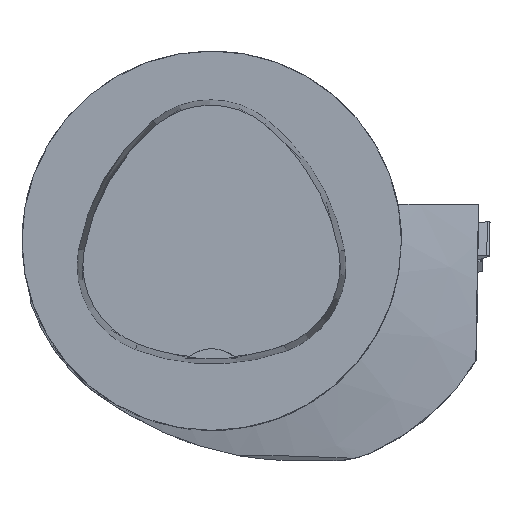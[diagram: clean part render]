
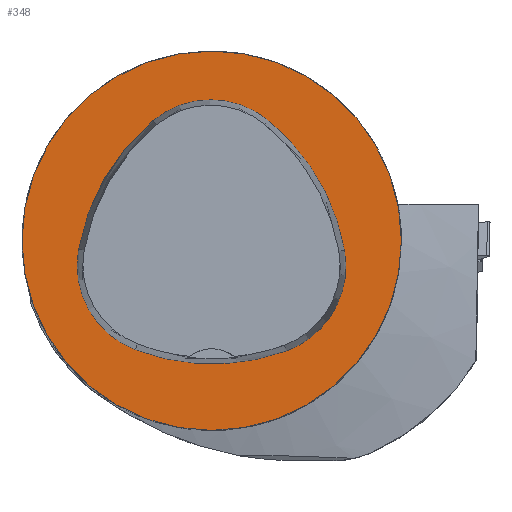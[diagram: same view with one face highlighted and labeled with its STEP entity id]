
A CAD part, top view. The second image highlights one B-rep face of the part: STEP entity #348.
In plain terms, the highlighted planar face has unit normal (0, 0, 1).
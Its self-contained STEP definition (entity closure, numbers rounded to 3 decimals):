
#129=FACE_BOUND('',#634,.T.);
#130=FACE_BOUND('',#635,.T.);
#247=CIRCLE('',#2319,31.5);
#248=CIRCLE('',#2325,36.);
#250=CIRCLE('',#2328,15.);
#252=CIRCLE('',#2331,36.);
#254=CIRCLE('',#2334,15.);
#257=CIRCLE('',#2338,36.);
#260=CIRCLE('',#2342,15.);
#348=ADVANCED_FACE('',(#129,#130),#425,.T.);
#425=PLANE('',#2347);
#634=EDGE_LOOP('',(#1170,#1171,#1172,#1173,#1174,#1175));
#635=EDGE_LOOP('',(#1176));
#1170=ORIENTED_EDGE('',*,*,#1754,.F.);
#1171=ORIENTED_EDGE('',*,*,#1749,.F.);
#1172=ORIENTED_EDGE('',*,*,#1744,.F.);
#1173=ORIENTED_EDGE('',*,*,#1741,.F.);
#1174=ORIENTED_EDGE('',*,*,#1738,.F.);
#1175=ORIENTED_EDGE('',*,*,#1734,.F.);
#1176=ORIENTED_EDGE('',*,*,#1725,.T.);
#1459=VERTEX_POINT('',#4555);
#1468=VERTEX_POINT('',#4574);
#1469=VERTEX_POINT('',#4575);
#1472=VERTEX_POINT('',#4583);
#1474=VERTEX_POINT('',#4589);
#1476=VERTEX_POINT('',#4595);
#1480=VERTEX_POINT('',#4608);
#1725=EDGE_CURVE('',#1459,#1459,#247,.T.);
#1734=EDGE_CURVE('',#1468,#1469,#248,.T.);
#1738=EDGE_CURVE('',#1469,#1472,#250,.T.);
#1741=EDGE_CURVE('',#1472,#1474,#252,.T.);
#1744=EDGE_CURVE('',#1474,#1476,#254,.T.);
#1749=EDGE_CURVE('',#1476,#1480,#257,.T.);
#1754=EDGE_CURVE('',#1480,#1468,#260,.T.);
#2319=AXIS2_PLACEMENT_3D('',#4554,#2809,#2810);
#2325=AXIS2_PLACEMENT_3D('',#4573,#2825,#2826);
#2328=AXIS2_PLACEMENT_3D('',#4582,#2833,#2834);
#2331=AXIS2_PLACEMENT_3D('',#4588,#2840,#2841);
#2334=AXIS2_PLACEMENT_3D('',#4594,#2847,#2848);
#2338=AXIS2_PLACEMENT_3D('',#4607,#2856,#2857);
#2342=AXIS2_PLACEMENT_3D('',#4620,#2865,#2866);
#2347=AXIS2_PLACEMENT_3D('',#4625,#2875,#2876);
#2809=DIRECTION('',(0.,0.,1.));
#2810=DIRECTION('',(1.,0.,0.));
#2825=DIRECTION('',(0.,0.,1.));
#2826=DIRECTION('',(1.,0.,0.));
#2833=DIRECTION('',(0.,0.,1.));
#2834=DIRECTION('',(1.,0.,0.));
#2840=DIRECTION('',(0.,0.,1.));
#2841=DIRECTION('',(1.,0.,0.));
#2847=DIRECTION('',(0.,0.,1.));
#2848=DIRECTION('',(1.,0.,0.));
#2856=DIRECTION('',(0.,0.,1.));
#2857=DIRECTION('',(1.,0.,0.));
#2865=DIRECTION('',(0.,0.,1.));
#2866=DIRECTION('',(1.,0.,0.));
#2875=DIRECTION('',(0.,0.,1.));
#2876=DIRECTION('',(-1.,0.,0.));
#4554=CARTESIAN_POINT('',(0.,0.,0.));
#4555=CARTESIAN_POINT('',(31.5,0.,0.));
#4573=CARTESIAN_POINT('',(-13.398,-7.893,0.));
#4574=CARTESIAN_POINT('',(22.041,-1.562,0.));
#4575=CARTESIAN_POINT('',(9.317,20.036,0.));
#4582=CARTESIAN_POINT('',(-0.148,8.399,0.));
#4583=CARTESIAN_POINT('',(-9.779,19.898,0.));
#4588=CARTESIAN_POINT('',(13.337,-7.7,0.));
#4589=CARTESIAN_POINT('',(-22.122,-1.48,0.));
#4594=CARTESIAN_POINT('',(-7.347,-4.071,0.));
#4595=CARTESIAN_POINT('',(-12.693,-18.087,0.));
#4607=CARTESIAN_POINT('',(0.137,15.55,0.));
#4608=CARTESIAN_POINT('',(12.373,-18.307,0.));
#4620=CARTESIAN_POINT('',(7.275,-4.2,0.));
#4625=CARTESIAN_POINT('',(0.,0.,0.));
